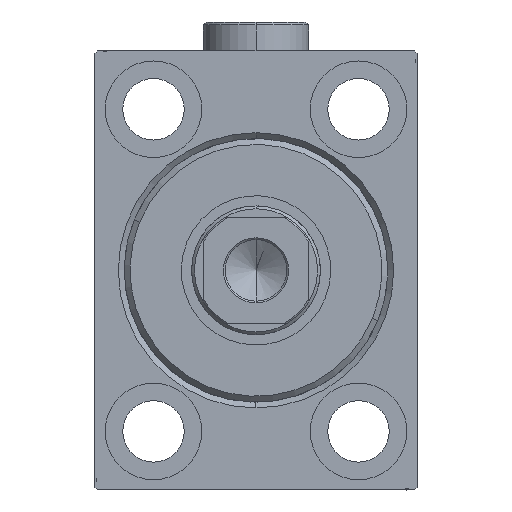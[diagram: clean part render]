
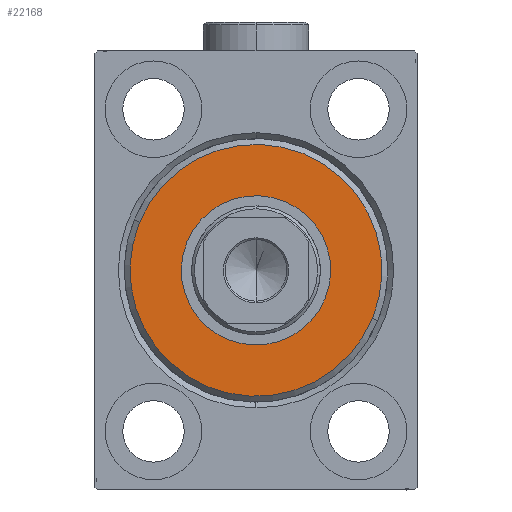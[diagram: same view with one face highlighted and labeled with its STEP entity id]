
A CAD part, left-side view. The second image highlights one B-rep face of the part: STEP entity #22168.
In plain terms, the highlighted face is planar.
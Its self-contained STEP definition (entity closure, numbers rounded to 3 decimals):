
#173 = CARTESIAN_POINT ( 'NONE',  ( 3., 0., 12.75 ) ) ;
#5589 = EDGE_CURVE ( 'NONE', #43784, #24410, #15439, .T. ) ;
#6921 = CARTESIAN_POINT ( 'NONE',  ( 3., 0., 0. ) ) ;
#7146 = DIRECTION ( 'NONE',  ( 0., 0., -1. ) ) ;
#8534 = VERTEX_POINT ( 'NONE', #23243 ) ;
#9566 = DIRECTION ( 'NONE',  ( 0., 0., -1. ) ) ;
#10367 = CIRCLE ( 'NONE', #40339, 21.5 ) ;
#10593 = CARTESIAN_POINT ( 'NONE',  ( 3., 0., 0. ) ) ;
#13584 = DIRECTION ( 'NONE',  ( 1., 0., 0. ) ) ;
#14227 = DIRECTION ( 'NONE',  ( 0., 0., -1. ) ) ;
#15295 = CARTESIAN_POINT ( 'NONE',  ( 3., 0., 21.5 ) ) ;
#15396 = ORIENTED_EDGE ( 'NONE', *, *, #42574, .T. ) ;
#15439 = CIRCLE ( 'NONE', #27107, 21.5 ) ;
#15701 = CARTESIAN_POINT ( 'NONE',  ( 3., 0., -21.5 ) ) ;
#17212 = EDGE_CURVE ( 'NONE', #29687, #8534, #22298, .T. ) ;
#17937 = AXIS2_PLACEMENT_3D ( 'NONE', #18139, #42854, #35999 ) ;
#18139 = CARTESIAN_POINT ( 'NONE',  ( 3., 0., 0. ) ) ;
#18349 = ORIENTED_EDGE ( 'NONE', *, *, #5589, .T. ) ;
#22168 = ADVANCED_FACE ( 'NONE', ( #26111, #43541 ), #25436, .T. ) ;
#22298 = CIRCLE ( 'NONE', #37658, 12.75 ) ;
#23173 = DIRECTION ( 'NONE',  ( 0., 0., -1. ) ) ;
#23243 = CARTESIAN_POINT ( 'NONE',  ( 3., 0., -12.75 ) ) ;
#24410 = VERTEX_POINT ( 'NONE', #15701 ) ;
#25168 = DIRECTION ( 'NONE',  ( -1., 0., 0. ) ) ;
#25436 = PLANE ( 'NONE',  #17937 ) ;
#25500 = ORIENTED_EDGE ( 'NONE', *, *, #42361, .T. ) ;
#26111 = FACE_OUTER_BOUND ( 'NONE', #38579, .T. ) ;
#26677 = DIRECTION ( 'NONE',  ( 1., 0., 0. ) ) ;
#27107 = AXIS2_PLACEMENT_3D ( 'NONE', #10593, #13584, #7146 ) ;
#27858 = ORIENTED_EDGE ( 'NONE', *, *, #17212, .T. ) ;
#29687 = VERTEX_POINT ( 'NONE', #173 ) ;
#30524 = DIRECTION ( 'NONE',  ( -1., 0., 0. ) ) ;
#34125 = EDGE_LOOP ( 'NONE', ( #27858, #15396 ) ) ;
#34476 = AXIS2_PLACEMENT_3D ( 'NONE', #37182, #30524, #23173 ) ;
#35931 = CIRCLE ( 'NONE', #34476, 12.75 ) ;
#35999 = DIRECTION ( 'NONE',  ( 0., 0., -1. ) ) ;
#37182 = CARTESIAN_POINT ( 'NONE',  ( 3., 0., 0. ) ) ;
#37658 = AXIS2_PLACEMENT_3D ( 'NONE', #6921, #25168, #14227 ) ;
#38579 = EDGE_LOOP ( 'NONE', ( #18349, #25500 ) ) ;
#40339 = AXIS2_PLACEMENT_3D ( 'NONE', #40885, #26677, #9566 ) ;
#40885 = CARTESIAN_POINT ( 'NONE',  ( 3., 0., 0. ) ) ;
#42361 = EDGE_CURVE ( 'NONE', #24410, #43784, #10367, .T. ) ;
#42574 = EDGE_CURVE ( 'NONE', #8534, #29687, #35931, .T. ) ;
#42854 = DIRECTION ( 'NONE',  ( 1., 0., 0. ) ) ;
#43541 = FACE_BOUND ( 'NONE', #34125, .T. ) ;
#43784 = VERTEX_POINT ( 'NONE', #15295 ) ;
